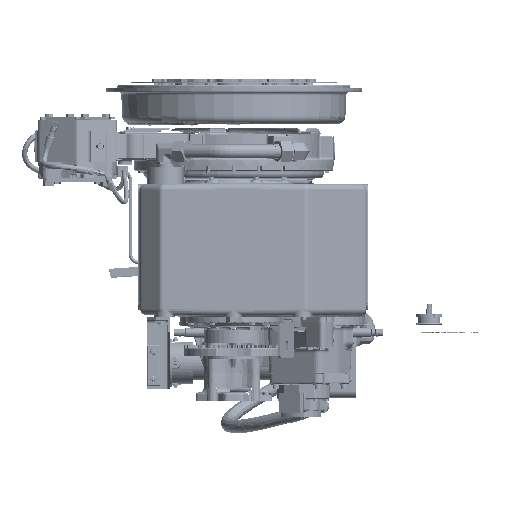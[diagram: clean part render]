
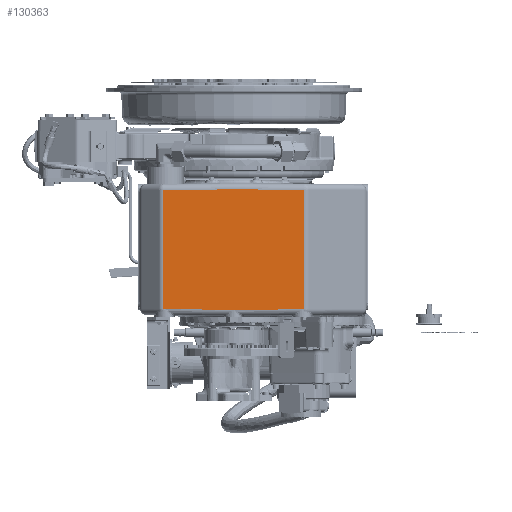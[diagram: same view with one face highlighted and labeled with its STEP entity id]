
A CAD part, front view. The second image highlights one B-rep face of the part: STEP entity #130363.
In plain terms, the highlighted planar face has unit normal (0, -1, 0).
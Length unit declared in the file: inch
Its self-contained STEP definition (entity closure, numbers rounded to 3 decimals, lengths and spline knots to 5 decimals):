
#4221 = ORIENTED_EDGE ( 'NONE', *, *, #285792, .T. ) ;
#14341 = DIRECTION ( 'NONE',  ( -1., 0., 0.009 ) ) ;
#19712 = ORIENTED_EDGE ( 'NONE', *, *, #299751, .T. ) ;
#30361 = CARTESIAN_POINT ( 'NONE',  ( -7.71419, -18.5, 0.90875 ) ) ;
#36679 = LINE ( 'NONE', #202419, #287945 ) ;
#52540 = VERTEX_POINT ( 'NONE', #201593 ) ;
#52653 = CARTESIAN_POINT ( 'NONE',  ( 7.71419, -18.5, 13.94919 ) ) ;
#53902 = EDGE_CURVE ( 'NONE', #380538, #292945, #341193, .T. ) ;
#55055 = CARTESIAN_POINT ( 'NONE',  ( 7.70817, -18.5, 0.88075 ) ) ;
#56444 = DIRECTION ( 'NONE',  ( 1., 0., 0.009 ) ) ;
#67259 = ORIENTED_EDGE ( 'NONE', *, *, #134534, .T. ) ;
#83114 = VERTEX_POINT ( 'NONE', #218991 ) ;
#85508 = ORIENTED_EDGE ( 'NONE', *, *, #238343, .T. ) ;
#107113 = EDGE_CURVE ( 'NONE', #118819, #112722, #36679, .T. ) ;
#112722 = VERTEX_POINT ( 'NONE', #361349 ) ;
#114243 = CARTESIAN_POINT ( 'NONE',  ( 8., -18.5, -34.65998 ) ) ;
#114779 = DIRECTION ( 'NONE',  ( 0., 0., -1. ) ) ;
#118819 = VERTEX_POINT ( 'NONE', #247650 ) ;
#121713 = VECTOR ( 'NONE', #357049, 39.37008 ) ;
#123410 = CARTESIAN_POINT ( 'NONE',  ( 7.70817, -18.5, 0.88075 ) ) ;
#125950 = CARTESIAN_POINT ( 'NONE',  ( 7.71419, -18.5, 0.88081 ) ) ;
#127881 = CARTESIAN_POINT ( 'NONE',  ( 7.71419, -18.5, -34.65998 ) ) ;
#130363 = ADVANCED_FACE ( 'NONE', ( #354452 ), #178939, .F. ) ;
#134534 = EDGE_CURVE ( 'NONE', #195518, #83114, #259719, .T. ) ;
#142073 = DIRECTION ( 'NONE',  ( 1., 0., -0.012 ) ) ;
#147289 = DIRECTION ( 'NONE',  ( 0., 0., -1. ) ) ;
#154457 = EDGE_LOOP ( 'NONE', ( #67259, #260026, #408802, #262415, #85508, #304334, #162803, #4221, #19712 ) ) ;
#162803 = ORIENTED_EDGE ( 'NONE', *, *, #295959, .T. ) ;
#172360 = CARTESIAN_POINT ( 'NONE',  ( 0.00852, -18.5, 0.81341 ) ) ;
#172378 = CARTESIAN_POINT ( 'NONE',  ( -7.71419, -18.5, 13.92125 ) ) ;
#172513 = VECTOR ( 'NONE', #14341, 39.37008 ) ;
#176667 = DIRECTION ( 'NONE',  ( 1., 0., -0.012 ) ) ;
#178939 = PLANE ( 'NONE',  #377722 ) ;
#185165 = VECTOR ( 'NONE', #176667, 39.37008 ) ;
#195518 = VERTEX_POINT ( 'NONE', #52653 ) ;
#201593 = CARTESIAN_POINT ( 'NONE',  ( 7.5, -18.5, 0.87894 ) ) ;
#202419 = CARTESIAN_POINT ( 'NONE',  ( 0.00852, -18.5, 0.81341 ) ) ;
#204875 = EDGE_CURVE ( 'NONE', #292945, #400248, #394960, .T. ) ;
#209158 = LINE ( 'NONE', #127881, #121713 ) ;
#211061 = CARTESIAN_POINT ( 'NONE',  ( -7.71419, -18.5, -34.65998 ) ) ;
#218991 = CARTESIAN_POINT ( 'NONE',  ( 0.00125, -18.5, 14.0165 ) ) ;
#229662 = VECTOR ( 'NONE', #271269, 39.37008 ) ;
#233432 = LINE ( 'NONE', #305725, #310250 ) ;
#238343 = EDGE_CURVE ( 'NONE', #400248, #118819, #250247, .T. ) ;
#243722 = CARTESIAN_POINT ( 'NONE',  ( -0.00602, -18.5, 14.01657 ) ) ;
#247650 = CARTESIAN_POINT ( 'NONE',  ( 0., -18.5, 0.81351 ) ) ;
#250247 = LINE ( 'NONE', #172360, #229662 ) ;
#251009 = VECTOR ( 'NONE', #56444, 39.37008 ) ;
#259719 = LINE ( 'NONE', #243722, #172513 ) ;
#260026 = ORIENTED_EDGE ( 'NONE', *, *, #308092, .T. ) ;
#261302 = LINE ( 'NONE', #55055, #251009 ) ;
#262415 = ORIENTED_EDGE ( 'NONE', *, *, #204875, .T. ) ;
#271269 = DIRECTION ( 'NONE',  ( 1., 0., -0.012 ) ) ;
#285792 = EDGE_CURVE ( 'NONE', #52540, #298409, #261302, .T. ) ;
#287945 = VECTOR ( 'NONE', #142073, 39.37008 ) ;
#292945 = VERTEX_POINT ( 'NONE', #30361 ) ;
#295959 = EDGE_CURVE ( 'NONE', #112722, #52540, #308871, .T. ) ;
#298409 = VERTEX_POINT ( 'NONE', #125950 ) ;
#298608 = VECTOR ( 'NONE', #398454, 39.37008 ) ;
#299751 = EDGE_CURVE ( 'NONE', #298409, #195518, #209158, .T. ) ;
#303423 = CARTESIAN_POINT ( 'NONE',  ( -7.5, -18.5, 0.9061 ) ) ;
#304334 = ORIENTED_EDGE ( 'NONE', *, *, #107113, .T. ) ;
#305725 = CARTESIAN_POINT ( 'NONE',  ( -7.70568, -18.5, 13.92136 ) ) ;
#308092 = EDGE_CURVE ( 'NONE', #83114, #380538, #233432, .T. ) ;
#308871 = LINE ( 'NONE', #123410, #298608 ) ;
#310250 = VECTOR ( 'NONE', #338543, 39.37008 ) ;
#338543 = DIRECTION ( 'NONE',  ( -1., 0., -0.012 ) ) ;
#341193 = LINE ( 'NONE', #211061, #418040 ) ;
#343427 = DIRECTION ( 'NONE',  ( 0., 1., 0. ) ) ;
#354452 = FACE_OUTER_BOUND ( 'NONE', #154457, .T. ) ;
#357049 = DIRECTION ( 'NONE',  ( 0., 0., 1. ) ) ;
#361349 = CARTESIAN_POINT ( 'NONE',  ( 0.00125, -18.5, 0.8135 ) ) ;
#372704 = CARTESIAN_POINT ( 'NONE',  ( 0.00852, -18.5, 0.81341 ) ) ;
#377722 = AXIS2_PLACEMENT_3D ( 'NONE', #114243, #343427, #147289 ) ;
#380538 = VERTEX_POINT ( 'NONE', #172378 ) ;
#394960 = LINE ( 'NONE', #372704, #185165 ) ;
#398454 = DIRECTION ( 'NONE',  ( 1., 0., 0.009 ) ) ;
#400248 = VERTEX_POINT ( 'NONE', #303423 ) ;
#408802 = ORIENTED_EDGE ( 'NONE', *, *, #53902, .T. ) ;
#418040 = VECTOR ( 'NONE', #114779, 39.37008 ) ;
